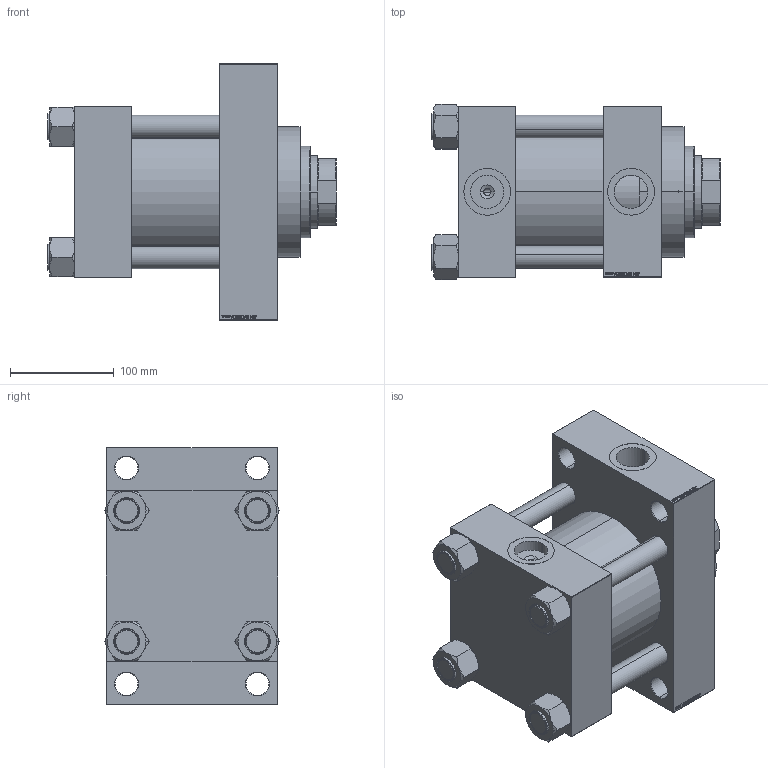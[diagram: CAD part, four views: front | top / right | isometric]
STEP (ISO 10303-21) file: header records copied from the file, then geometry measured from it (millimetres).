
FILE_DESCRIPTION (( 'STEP AP203' ), '1' );
FILE_NAME ('3c5f.STEP', '2022-04-15T07:38:28', ( '' ), ( '' ), 'SwSTEP 2.0', 'SolidWorks 2019', '' );
FILE_SCHEMA (( 'CONFIG_CONTROL_DESIGN' ));
Length unit declared in the file: millimetre
Products named in the file (6): 3c5f; V215CR_D_Body b574e526536e6b9fe5917d6814c2c2fc; NUT_M5_D b574e526536e6b9fe5917d6814c2c2fc; V215CR_VCP_D b574e526536e6b9fe5917d6814c2c2fc; V215CR_D_TYCINKA b574e526536e6b9fe5917d6814c2c2fc; V215_VC_A b574e526536e6b9fe5917d6814c2c2fc
Assembly tree (11 placements, depth 2):
  3c5f
    V215CR_D_Body b574e526536e6b9fe5917d6814c2c2fc
    V215CR_VCP_D b574e526536e6b9fe5917d6814c2c2fc
    NUT_M5_D b574e526536e6b9fe5917d6814c2c2fc  x4
    V215CR_D_TYCINKA b574e526536e6b9fe5917d6814c2c2fc  x4
    V215_VC_A b574e526536e6b9fe5917d6814c2c2fc
Bounding box: 278 x 169.14 x 247 mm (x, y, z)
Volume: 5013192.4 mm3; surface area: 542220 mm2
Topology: 11 solids, 11 shells, 1154 faces, 2917 edges, 1897 vertices
Faces by surface type: plane 546, bspline 368, cone 142, cylinder 90, torus 8
Entity records: 47855 total; most frequent: CARTESIAN_POINT 25257, ORIENTED_EDGE 5098, DIRECTION 3283, EDGE_CURVE 2549, VERTEX_POINT 1675, LINE 1529, VECTOR 1529, EDGE_LOOP 1130
